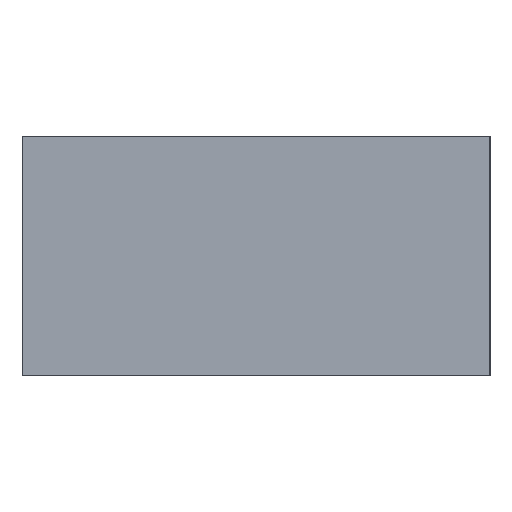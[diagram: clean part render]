
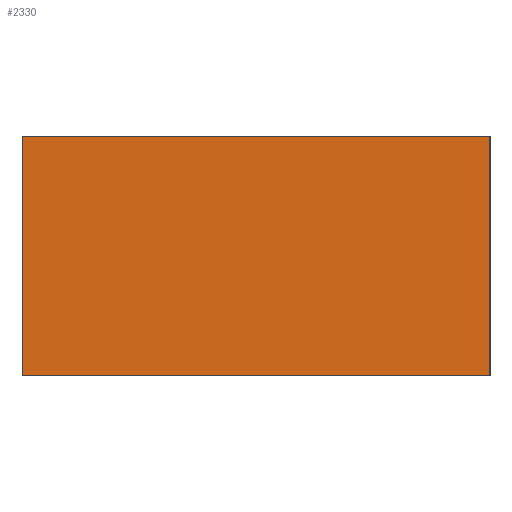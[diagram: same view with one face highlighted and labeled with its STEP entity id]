
A CAD part, left-side view. The second image highlights one B-rep face of the part: STEP entity #2330.
In plain terms, the highlighted planar face has unit normal (-1, 0, 0).
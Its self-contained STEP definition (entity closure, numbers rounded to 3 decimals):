
#127=LINE('',#3050,#312);
#139=LINE('',#3209,#324);
#140=LINE('',#3212,#325);
#141=LINE('',#3214,#326);
#142=LINE('',#3216,#327);
#143=LINE('',#3218,#328);
#144=LINE('',#3219,#329);
#145=LINE('',#3221,#330);
#312=VECTOR('',#2563,1000.);
#324=VECTOR('',#2581,1000.);
#325=VECTOR('',#2582,1000.);
#326=VECTOR('',#2583,1000.);
#327=VECTOR('',#2584,1000.);
#328=VECTOR('',#2585,1000.);
#329=VECTOR('',#2586,1000.);
#330=VECTOR('',#2587,1000.);
#535=ORIENTED_EDGE('',*,*,#1025,.F.);
#536=ORIENTED_EDGE('',*,*,#1026,.T.);
#537=ORIENTED_EDGE('',*,*,#1027,.T.);
#538=ORIENTED_EDGE('',*,*,#1028,.F.);
#539=ORIENTED_EDGE('',*,*,#1029,.T.);
#540=ORIENTED_EDGE('',*,*,#999,.T.);
#541=ORIENTED_EDGE('',*,*,#1030,.F.);
#542=ORIENTED_EDGE('',*,*,#1031,.F.);
#999=EDGE_CURVE('',#1244,#1245,#127,.T.);
#1025=EDGE_CURVE('',#1270,#1271,#139,.T.);
#1026=EDGE_CURVE('',#1270,#1272,#140,.T.);
#1027=EDGE_CURVE('',#1272,#1273,#141,.T.);
#1028=EDGE_CURVE('',#1274,#1273,#142,.T.);
#1029=EDGE_CURVE('',#1274,#1244,#143,.T.);
#1030=EDGE_CURVE('',#1275,#1245,#144,.T.);
#1031=EDGE_CURVE('',#1271,#1275,#145,.T.);
#1244=VERTEX_POINT('',#3051);
#1245=VERTEX_POINT('',#3052);
#1270=VERTEX_POINT('',#3210);
#1271=VERTEX_POINT('',#3211);
#1272=VERTEX_POINT('',#3213);
#1273=VERTEX_POINT('',#3215);
#1274=VERTEX_POINT('',#3217);
#1275=VERTEX_POINT('',#3220);
#1387=EDGE_LOOP('',(#535,#536,#537,#538,#539,#540,#541,#542));
#1502=FACE_BOUND('',#1387,.T.);
#1608=PLANE('',#2441);
#2330=ADVANCED_FACE('',(#1502),#1608,.F.);
#2441=AXIS2_PLACEMENT_3D('',#3208,#2579,#2580);
#2563=DIRECTION('',(0.,-1.,0.));
#2579=DIRECTION('',(1.,0.,0.));
#2580=DIRECTION('',(0.,0.,-1.));
#2581=DIRECTION('',(0.,0.,1.));
#2582=DIRECTION('',(0.,1.,0.));
#2583=DIRECTION('',(0.,0.,1.));
#2584=DIRECTION('',(0.,-1.,0.));
#2585=DIRECTION('',(0.,0.,-1.));
#2586=DIRECTION('',(0.,0.,-1.));
#2587=DIRECTION('',(0.,-1.,0.));
#3050=CARTESIAN_POINT('',(-2.05,2.05,0.));
#3051=CARTESIAN_POINT('',(-2.05,2.05,0.));
#3052=CARTESIAN_POINT('',(-2.05,-2.05,0.));
#3208=CARTESIAN_POINT('',(-2.05,2.05,2.1));
#3209=CARTESIAN_POINT('',(-2.05,-1.2,2.1));
#3210=CARTESIAN_POINT('',(-2.05,-1.2,2.1));
#3211=CARTESIAN_POINT('',(-2.05,-1.2,2.1));
#3212=CARTESIAN_POINT('',(-2.05,-1.2,2.1));
#3213=CARTESIAN_POINT('',(-2.05,1.2,2.1));
#3214=CARTESIAN_POINT('',(-2.05,1.2,2.1));
#3215=CARTESIAN_POINT('',(-2.05,1.2,2.1));
#3216=CARTESIAN_POINT('',(-2.05,2.05,2.1));
#3217=CARTESIAN_POINT('',(-2.05,2.05,2.1));
#3218=CARTESIAN_POINT('',(-2.05,2.05,2.1));
#3219=CARTESIAN_POINT('',(-2.05,-2.05,2.1));
#3220=CARTESIAN_POINT('',(-2.05,-2.05,2.1));
#3221=CARTESIAN_POINT('',(-2.05,2.05,2.1));
